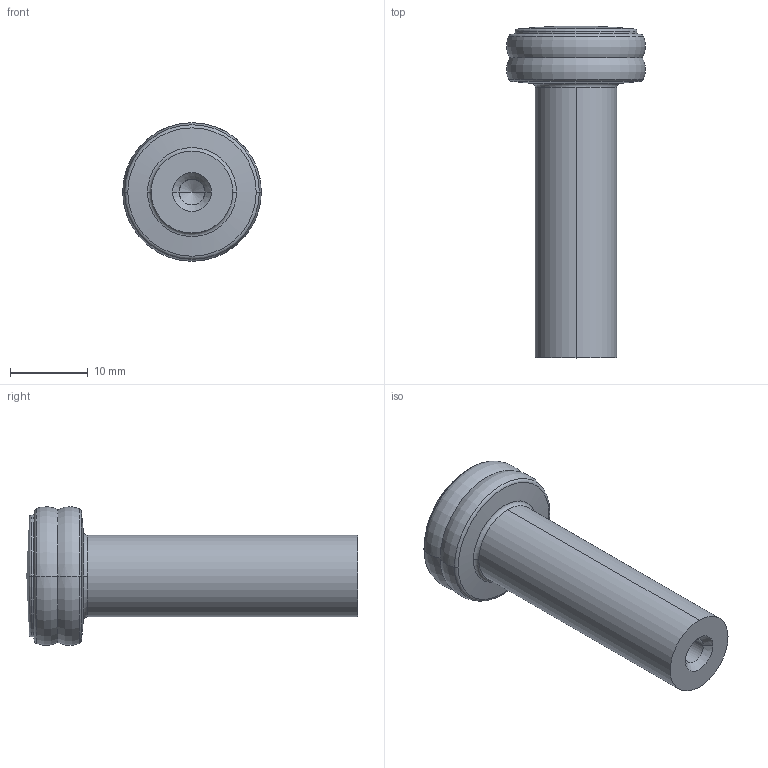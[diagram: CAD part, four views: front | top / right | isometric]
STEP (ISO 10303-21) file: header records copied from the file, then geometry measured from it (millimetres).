
FILE_DESCRIPTION(('Creo Elements/Direct Modeling STEP Export'),'2;1');
FILE_NAME('2618-42.stp','2023-09-15T10:59:17',(''),(''),'Creo Elements/Direct Modeling STEP processor for AP214 (Solid Model)','Creo Elements/Direct Modeling 20.0 12-Nov-2016 (C) Parametric Technology GmbH','');
FILE_SCHEMA(('AUTOMOTIVE_DESIGN { 1 0 10303 214 1 1 1 1 }'));
Length unit declared in the file: millimetre
Products named in the file (2): ZN-12020
Assembly tree (1 placements, depth 2):
  ZN-12020
    ZN-12020
Bounding box: 17.8 x 42.58 x 17.78 mm (x, y, z)
Volume: 4595.9 mm3; surface area: 2106.4 mm2
Topology: 1 solids, 1 shells, 30 faces, 67 edges, 39 vertices
Faces by surface type: torus 12, cylinder 6, cone 6, sphere 4, plane 2
Entity records: 825 total; most frequent: DIRECTION 134, ORIENTED_EDGE 126, CARTESIAN_POINT 112, EDGE_CURVE 63, AXIS2_PLACEMENT_3D 61, VERTEX_POINT 39, EDGE_LOOP 34, FACE_OUTER_BOUND 30
